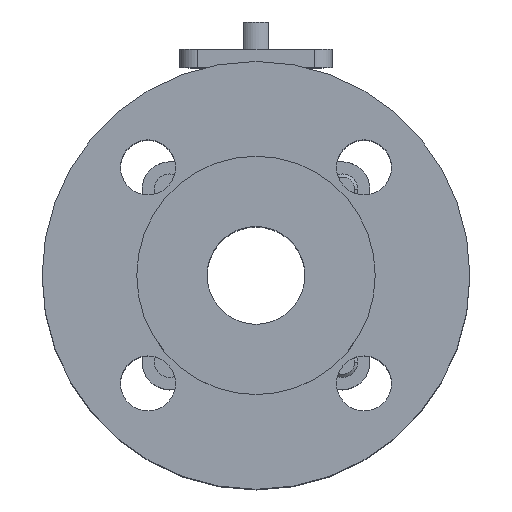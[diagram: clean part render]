
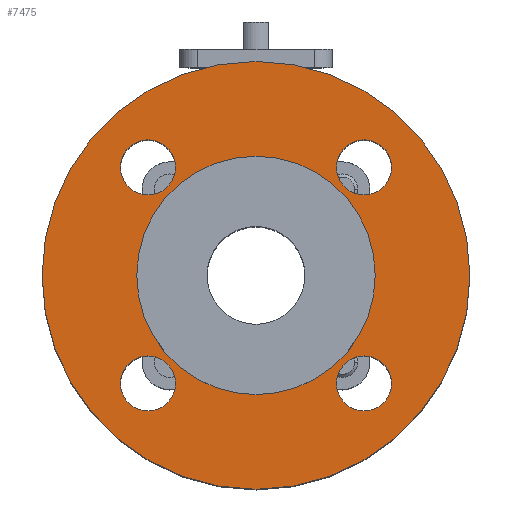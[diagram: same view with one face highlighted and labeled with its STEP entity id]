
A CAD part, top view. The second image highlights one B-rep face of the part: STEP entity #7475.
In plain terms, the highlighted planar face has unit normal (0, 0, 1).
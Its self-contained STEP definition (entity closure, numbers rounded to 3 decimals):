
#458 = CIRCLE ( 'NONE', #15146, 9. ) ;
#1154 = ORIENTED_EDGE ( 'NONE', *, *, #4706, .F. ) ;
#1155 = EDGE_CURVE ( 'NONE', #2264, #4478, #11529, .T. ) ;
#1166 = DIRECTION ( 'NONE',  ( 0., 0., 1. ) ) ;
#1405 = CARTESIAN_POINT ( 'NONE',  ( 35.355, -35.355, 55. ) ) ;
#1423 = CIRCLE ( 'NONE', #11975, 39. ) ;
#1476 = FACE_OUTER_BOUND ( 'NONE', #13342, .T. ) ;
#1532 = ORIENTED_EDGE ( 'NONE', *, *, #5863, .F. ) ;
#1593 = ORIENTED_EDGE ( 'NONE', *, *, #12717, .F. ) ;
#1618 = CARTESIAN_POINT ( 'NONE',  ( 35.355, -35.355, 55. ) ) ;
#1677 = ORIENTED_EDGE ( 'NONE', *, *, #3134, .T. ) ;
#1961 = AXIS2_PLACEMENT_3D ( 'NONE', #6505, #15355, #7773 ) ;
#2050 = CARTESIAN_POINT ( 'NONE',  ( -26.355, 35.355, 55. ) ) ;
#2067 = CARTESIAN_POINT ( 'NONE',  ( -26.355, -35.355, 55. ) ) ;
#2119 = CARTESIAN_POINT ( 'NONE',  ( -35.355, -35.355, 55. ) ) ;
#2200 = AXIS2_PLACEMENT_3D ( 'NONE', #8819, #1166, #10100 ) ;
#2264 = VERTEX_POINT ( 'NONE', #2050 ) ;
#2638 = DIRECTION ( 'NONE',  ( 1., 0., 0. ) ) ;
#2863 = DIRECTION ( 'NONE',  ( 1., 0., 0. ) ) ;
#2964 = CARTESIAN_POINT ( 'NONE',  ( 44.355, -35.355, 55. ) ) ;
#3003 = VERTEX_POINT ( 'NONE', #5267 ) ;
#3087 = AXIS2_PLACEMENT_3D ( 'NONE', #11644, #3962, #12918 ) ;
#3102 = VERTEX_POINT ( 'NONE', #2067 ) ;
#3134 = EDGE_CURVE ( 'NONE', #10157, #14269, #8069, .T. ) ;
#3164 = EDGE_LOOP ( 'NONE', ( #6174, #1154 ) ) ;
#3263 = DIRECTION ( 'NONE',  ( 0., 0., 1. ) ) ;
#3324 = ORIENTED_EDGE ( 'NONE', *, *, #16418, .F. ) ;
#3333 = AXIS2_PLACEMENT_3D ( 'NONE', #12366, #13388, #13438 ) ;
#3387 = CARTESIAN_POINT ( 'NONE',  ( 0., 0., 55. ) ) ;
#3393 = DIRECTION ( 'NONE',  ( 1., 0., 0. ) ) ;
#3476 = PLANE ( 'NONE',  #7432 ) ;
#3568 = CARTESIAN_POINT ( 'NONE',  ( -44.355, 35.355, 55. ) ) ;
#3595 = VERTEX_POINT ( 'NONE', #14938 ) ;
#3962 = DIRECTION ( 'NONE',  ( 0., 0., 1. ) ) ;
#4478 = VERTEX_POINT ( 'NONE', #3568 ) ;
#4486 = FACE_BOUND ( 'NONE', #11345, .T. ) ;
#4499 = AXIS2_PLACEMENT_3D ( 'NONE', #5803, #14677, #7092 ) ;
#4706 = EDGE_CURVE ( 'NONE', #4478, #2264, #13446, .T. ) ;
#4710 = DIRECTION ( 'NONE',  ( -1., 0., 0. ) ) ;
#4740 = VERTEX_POINT ( 'NONE', #7254 ) ;
#4788 = DIRECTION ( 'NONE',  ( 1., 0., 0. ) ) ;
#4900 = CARTESIAN_POINT ( 'NONE',  ( 39., 0., 55. ) ) ;
#5037 = CARTESIAN_POINT ( 'NONE',  ( 0., 0., 55. ) ) ;
#5267 = CARTESIAN_POINT ( 'NONE',  ( 26.355, 35.355, 55. ) ) ;
#5590 = EDGE_CURVE ( 'NONE', #14269, #10157, #1423, .T. ) ;
#5803 = CARTESIAN_POINT ( 'NONE',  ( 35.355, 35.355, 55. ) ) ;
#5863 = EDGE_CURVE ( 'NONE', #3003, #3595, #10722, .T. ) ;
#5893 = AXIS2_PLACEMENT_3D ( 'NONE', #6681, #15519, #7947 ) ;
#6174 = ORIENTED_EDGE ( 'NONE', *, *, #1155, .F. ) ;
#6327 = DIRECTION ( 'NONE',  ( -1., 0., 0. ) ) ;
#6505 = CARTESIAN_POINT ( 'NONE',  ( 0., 0., 55. ) ) ;
#6681 = CARTESIAN_POINT ( 'NONE',  ( 0., 0., 55. ) ) ;
#7092 = DIRECTION ( 'NONE',  ( 1., 0., 0. ) ) ;
#7146 = ORIENTED_EDGE ( 'NONE', *, *, #13971, .F. ) ;
#7254 = CARTESIAN_POINT ( 'NONE',  ( -44.355, -35.355, 55. ) ) ;
#7432 = AXIS2_PLACEMENT_3D ( 'NONE', #9879, #12447, #4788 ) ;
#7475 = ADVANCED_FACE ( 'NONE', ( #8280, #14615, #11291, #7868, #4486, #1476 ), #3476, .T. ) ;
#7675 = EDGE_CURVE ( 'NONE', #8537, #16125, #11082, .T. ) ;
#7773 = DIRECTION ( 'NONE',  ( -1., 0., 0. ) ) ;
#7868 = FACE_BOUND ( 'NONE', #3164, .T. ) ;
#7947 = DIRECTION ( 'NONE',  ( -1., 0., 0. ) ) ;
#8069 = CIRCLE ( 'NONE', #11820, 39. ) ;
#8280 = FACE_BOUND ( 'NONE', #10556, .T. ) ;
#8335 = EDGE_CURVE ( 'NONE', #4740, #3102, #14418, .T. ) ;
#8537 = VERTEX_POINT ( 'NONE', #15177 ) ;
#8581 = VERTEX_POINT ( 'NONE', #10285 ) ;
#8819 = CARTESIAN_POINT ( 'NONE',  ( 35.355, 35.355, 55. ) ) ;
#9596 = AXIS2_PLACEMENT_3D ( 'NONE', #2119, #11084, #3393 ) ;
#9616 = CARTESIAN_POINT ( 'NONE',  ( -39., 0., 55. ) ) ;
#9734 = EDGE_CURVE ( 'NONE', #3595, #3003, #15522, .T. ) ;
#9769 = ORIENTED_EDGE ( 'NONE', *, *, #5590, .T. ) ;
#9879 = CARTESIAN_POINT ( 'NONE',  ( 0., 39., 55. ) ) ;
#10100 = DIRECTION ( 'NONE',  ( 1., 0., 0. ) ) ;
#10139 = CIRCLE ( 'NONE', #5893, 70. ) ;
#10157 = VERTEX_POINT ( 'NONE', #4900 ) ;
#10177 = ORIENTED_EDGE ( 'NONE', *, *, #9734, .F. ) ;
#10192 = CIRCLE ( 'NONE', #3087, 9. ) ;
#10285 = CARTESIAN_POINT ( 'NONE',  ( 26.355, -35.355, 55. ) ) ;
#10339 = DIRECTION ( 'NONE',  ( 0., 0., 1. ) ) ;
#10556 = EDGE_LOOP ( 'NONE', ( #3324, #14154 ) ) ;
#10561 = DIRECTION ( 'NONE',  ( 0., 0., 1. ) ) ;
#10611 = AXIS2_PLACEMENT_3D ( 'NONE', #1618, #10561, #2863 ) ;
#10722 = CIRCLE ( 'NONE', #4499, 9. ) ;
#10945 = CARTESIAN_POINT ( 'NONE',  ( -35.355, 35.355, 55. ) ) ;
#11082 = CIRCLE ( 'NONE', #1961, 70. ) ;
#11084 = DIRECTION ( 'NONE',  ( 0., 0., 1. ) ) ;
#11291 = FACE_BOUND ( 'NONE', #15266, .T. ) ;
#11326 = AXIS2_PLACEMENT_3D ( 'NONE', #10945, #3263, #12236 ) ;
#11345 = EDGE_LOOP ( 'NONE', ( #9769, #1677 ) ) ;
#11529 = CIRCLE ( 'NONE', #3333, 9. ) ;
#11644 = CARTESIAN_POINT ( 'NONE',  ( -35.355, -35.355, 55. ) ) ;
#11772 = ORIENTED_EDGE ( 'NONE', *, *, #14597, .F. ) ;
#11786 = ORIENTED_EDGE ( 'NONE', *, *, #7675, .F. ) ;
#11820 = AXIS2_PLACEMENT_3D ( 'NONE', #3387, #12361, #4710 ) ;
#11975 = AXIS2_PLACEMENT_3D ( 'NONE', #5037, #13951, #6327 ) ;
#11983 = VERTEX_POINT ( 'NONE', #2964 ) ;
#12234 = CIRCLE ( 'NONE', #10611, 9. ) ;
#12236 = DIRECTION ( 'NONE',  ( 1., 0., 0. ) ) ;
#12361 = DIRECTION ( 'NONE',  ( 0., 0., -1. ) ) ;
#12366 = CARTESIAN_POINT ( 'NONE',  ( -35.355, 35.355, 55. ) ) ;
#12447 = DIRECTION ( 'NONE',  ( 0., 0., 1. ) ) ;
#12717 = EDGE_CURVE ( 'NONE', #16125, #8537, #10139, .T. ) ;
#12918 = DIRECTION ( 'NONE',  ( 1., 0., 0. ) ) ;
#13312 = CARTESIAN_POINT ( 'NONE',  ( -70., 0., 55. ) ) ;
#13342 = EDGE_LOOP ( 'NONE', ( #1593, #11786 ) ) ;
#13388 = DIRECTION ( 'NONE',  ( 0., 0., 1. ) ) ;
#13438 = DIRECTION ( 'NONE',  ( 1., 0., 0. ) ) ;
#13446 = CIRCLE ( 'NONE', #11326, 9. ) ;
#13951 = DIRECTION ( 'NONE',  ( 0., 0., -1. ) ) ;
#13971 = EDGE_CURVE ( 'NONE', #11983, #8581, #458, .T. ) ;
#14154 = ORIENTED_EDGE ( 'NONE', *, *, #8335, .F. ) ;
#14269 = VERTEX_POINT ( 'NONE', #9616 ) ;
#14418 = CIRCLE ( 'NONE', #9596, 9. ) ;
#14597 = EDGE_CURVE ( 'NONE', #8581, #11983, #12234, .T. ) ;
#14615 = FACE_BOUND ( 'NONE', #16027, .T. ) ;
#14677 = DIRECTION ( 'NONE',  ( 0., 0., 1. ) ) ;
#14938 = CARTESIAN_POINT ( 'NONE',  ( 44.355, 35.355, 55. ) ) ;
#15146 = AXIS2_PLACEMENT_3D ( 'NONE', #1405, #10339, #2638 ) ;
#15177 = CARTESIAN_POINT ( 'NONE',  ( 70., 0., 55. ) ) ;
#15266 = EDGE_LOOP ( 'NONE', ( #10177, #1532 ) ) ;
#15355 = DIRECTION ( 'NONE',  ( 0., 0., -1. ) ) ;
#15519 = DIRECTION ( 'NONE',  ( 0., 0., -1. ) ) ;
#15522 = CIRCLE ( 'NONE', #2200, 9. ) ;
#16027 = EDGE_LOOP ( 'NONE', ( #7146, #11772 ) ) ;
#16125 = VERTEX_POINT ( 'NONE', #13312 ) ;
#16418 = EDGE_CURVE ( 'NONE', #3102, #4740, #10192, .T. ) ;
